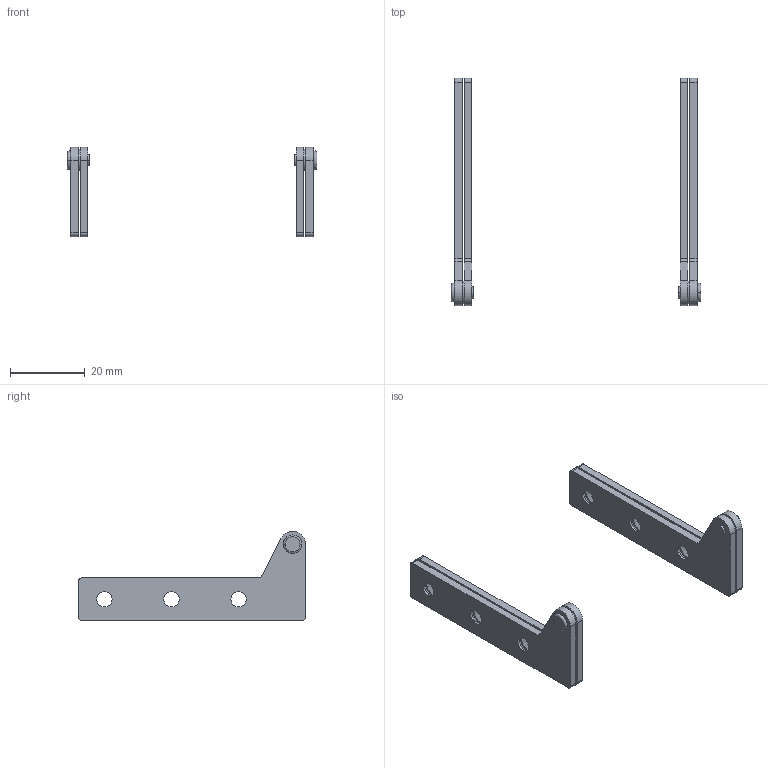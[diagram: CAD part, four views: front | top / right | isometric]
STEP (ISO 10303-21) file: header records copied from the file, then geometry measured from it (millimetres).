
FILE_DESCRIPTION( (''), '2;1');
FILE_NAME ('PC50.18728.TH_181_2667.stp','2020-10-12T13:49:47',(''),(''),'spGate 16.7.1','','');
FILE_SCHEMA (('AUTOMOTIVE_DESIGN'));
Length unit declared in the file: millimetre
Products named in the file (9): Assembly; シャフト(右下・左上用）; ヒンジピース(A); ワッシャー（右下・左上用）; ヒンジピース(B); ヒンジピース(D); ワッシャー（右上・左下用）; シャフト（右上・左下用）; ヒンジピース(C)
Assembly tree (8 placements, depth 2):
  Assembly
    シャフト(右下・左上用）
    ヒンジピース(A)
    ワッシャー（右下・左上用）
    ヒンジピース(B)
    ヒンジピース(D)
    ワッシャー（右上・左下用）
    シャフト（右上・左下用）
    ヒンジピース(C)
Bounding box: 67 x 61 x 23.99 mm (x, y, z)
Volume: 6006.7 mm3; surface area: 7967.6 mm2
Topology: 8 solids, 8 shells, 130 faces, 316 edges, 204 vertices
Faces by surface type: cylinder 64, plane 38, bspline 28
Entity records: 6962 total; most frequent: CARTESIAN_POINT 1144, DIRECTION 648, ORIENTED_EDGE 632, COLOUR_RGB 454, PRESENTATION_STYLE_ASSIGNMENT 454, STYLED_ITEM 454, EDGE_CURVE 316, DRAUGHTING_PRE_DEFINED_CURVE_FONT 316
